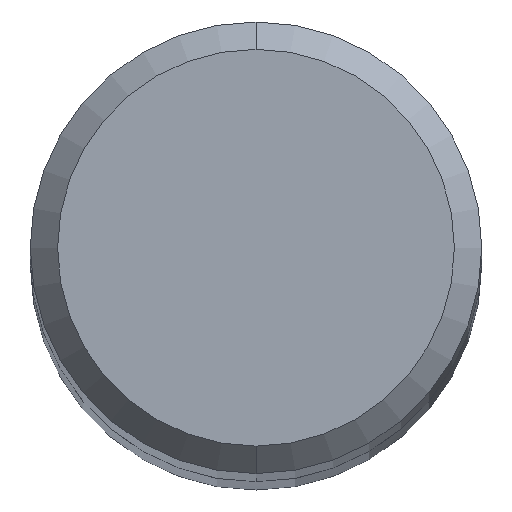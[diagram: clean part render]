
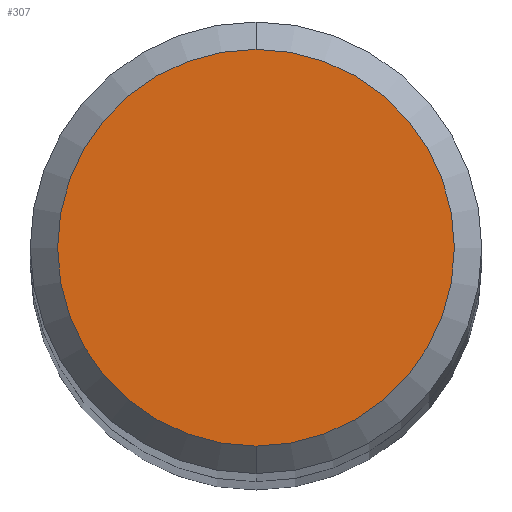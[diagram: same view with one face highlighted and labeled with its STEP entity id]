
A CAD part, top view. The second image highlights one B-rep face of the part: STEP entity #307.
In plain terms, the highlighted planar face has unit normal (0, 0, 1).
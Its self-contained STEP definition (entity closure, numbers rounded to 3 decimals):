
#203=VERTEX_POINT('',#482);
#211=EDGE_CURVE('',#203,#339,#490,.T.);
#281=EDGE_CURVE('',#339,#203,#565,.T.);
#307=ADVANCED_FACE('',(#593),#594,.T.);
#339=VERTEX_POINT('',#631);
#482=CARTESIAN_POINT('',(0.,-2.9,0.0));
#490=CIRCLE('',#826,2.9);
#565=CIRCLE('',#986,2.9);
#593=FACE_OUTER_BOUND('',#1066,.T.);
#594=PLANE('',#1067);
#631=CARTESIAN_POINT('',(0.0,2.9,0.0));
#826=AXIS2_PLACEMENT_3D('',#1366,#1367,#1368);
#986=AXIS2_PLACEMENT_3D('',#1441,#1442,#1443);
#1066=EDGE_LOOP('',(#1477,#1478));
#1067=AXIS2_PLACEMENT_3D('',#1479,#1480,#1481);
#1366=CARTESIAN_POINT('',(0.0,0.0,0.0));
#1367=DIRECTION('',(0.0,0.0,-1.0));
#1368=DIRECTION('',(0.0,1.0,0.0));
#1441=CARTESIAN_POINT('',(0.0,0.0,0.0));
#1442=DIRECTION('',(0.0,0.0,-1.0));
#1443=DIRECTION('',(0.0,1.0,0.0));
#1477=ORIENTED_EDGE('',*,*,#281,.F.);
#1478=ORIENTED_EDGE('',*,*,#211,.F.);
#1479=CARTESIAN_POINT('',(0.0,1.45,0.0));
#1480=DIRECTION('',(-0.0,0.0,1.0));
#1481=DIRECTION('',(0.0,-1.0,0.0));
